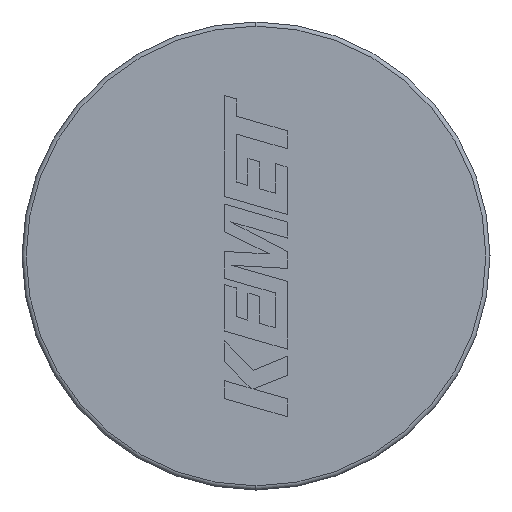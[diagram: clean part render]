
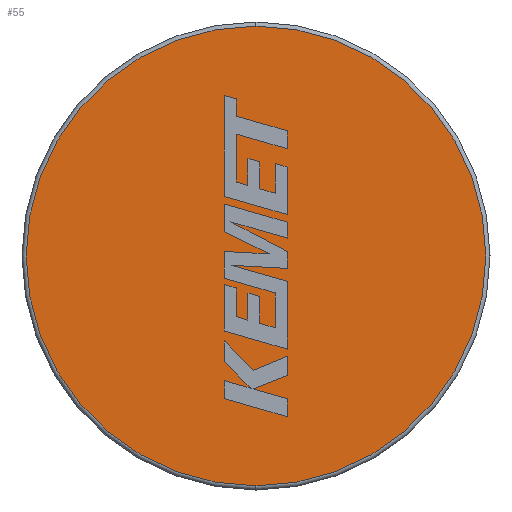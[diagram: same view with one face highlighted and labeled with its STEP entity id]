
A CAD part, left-side view. The second image highlights one B-rep face of the part: STEP entity #55.
In plain terms, the highlighted planar face has unit normal (-1, 0, 0).
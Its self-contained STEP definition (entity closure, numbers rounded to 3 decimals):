
#55 = ADVANCED_FACE ( 'NONE', ( #265 ), #566, .F. ) ;
#98 = AXIS2_PLACEMENT_3D ( 'NONE', #3177, #2676, #2957 ) ;
#117 = EDGE_CURVE ( 'NONE', #1733, #340, #1105, .T. ) ;
#172 = CARTESIAN_POINT ( 'NONE',  ( 0., 0., 11.05 ) ) ;
#265 = FACE_OUTER_BOUND ( 'NONE', #1847, .T. ) ;
#340 = VERTEX_POINT ( 'NONE', #430 ) ;
#430 = CARTESIAN_POINT ( 'NONE',  ( 0., 0., -11.05 ) ) ;
#566 = PLANE ( 'NONE',  #1873 ) ;
#835 = DIRECTION ( 'NONE',  ( 1., 0., 0. ) ) ;
#853 = CIRCLE ( 'NONE', #1487, 11.05 ) ;
#991 = DIRECTION ( 'NONE',  ( 0., 0., -1. ) ) ;
#1089 = CARTESIAN_POINT ( 'NONE',  ( 0., 0., 0. ) ) ;
#1105 = CIRCLE ( 'NONE', #98, 11.05 ) ;
#1225 = CARTESIAN_POINT ( 'NONE',  ( 0., 0., 0. ) ) ;
#1487 = AXIS2_PLACEMENT_3D ( 'NONE', #1225, #3334, #991 ) ;
#1504 = EDGE_CURVE ( 'NONE', #340, #1733, #853, .T. ) ;
#1733 = VERTEX_POINT ( 'NONE', #172 ) ;
#1847 = EDGE_LOOP ( 'NONE', ( #3033, #3196 ) ) ;
#1873 = AXIS2_PLACEMENT_3D ( 'NONE', #1089, #835, #2132 ) ;
#2132 = DIRECTION ( 'NONE',  ( 0., 0., -1. ) ) ;
#2676 = DIRECTION ( 'NONE',  ( -1., 0., 0. ) ) ;
#2957 = DIRECTION ( 'NONE',  ( 0., 0., -1. ) ) ;
#3033 = ORIENTED_EDGE ( 'NONE', *, *, #1504, .T. ) ;
#3177 = CARTESIAN_POINT ( 'NONE',  ( 0., 0., 0. ) ) ;
#3196 = ORIENTED_EDGE ( 'NONE', *, *, #117, .T. ) ;
#3334 = DIRECTION ( 'NONE',  ( -1., 0., 0. ) ) ;
